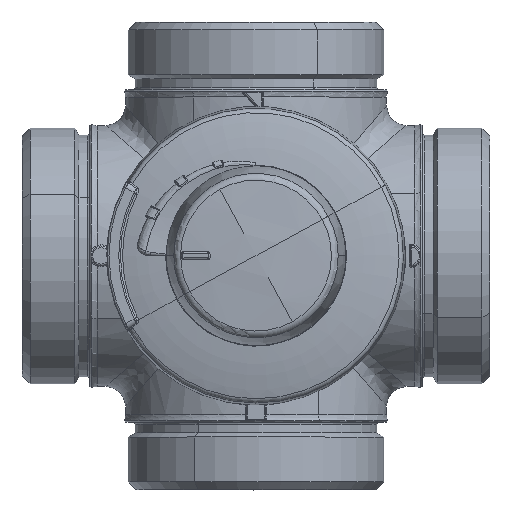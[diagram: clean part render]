
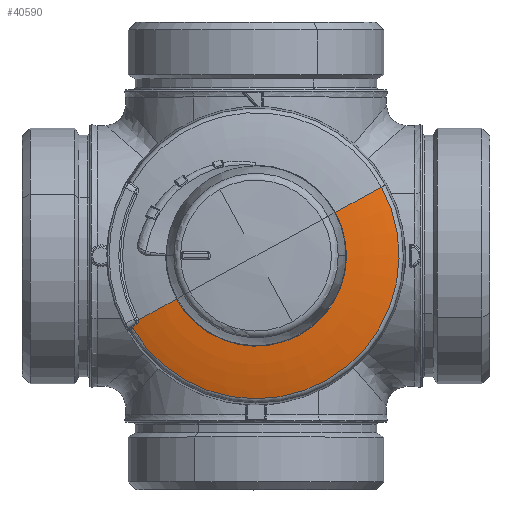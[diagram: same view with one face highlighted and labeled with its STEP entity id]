
A CAD part, top view. The second image highlights one B-rep face of the part: STEP entity #40590.
In plain terms, the highlighted toroidal (fillet/blend) face has major radius 15.055 mm and minor radius 80 mm.
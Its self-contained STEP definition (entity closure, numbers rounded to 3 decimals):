
#39741=AXIS2_PLACEMENT_3D('Circle Axis2P3D',#39739,#39740,$) ;
#40319=AXIS2_PLACEMENT_3D('Circle Axis2P3D',#40317,#40318,$) ;
#40506=AXIS2_PLACEMENT_3D('Torus Axis2P3D',#40503,#40504,#40505) ;
#40510=AXIS2_PLACEMENT_3D('Circle Axis2P3D',#40508,#40509,$) ;
#40517=AXIS2_PLACEMENT_3D('Circle Axis2P3D',#40515,#40516,$) ;
#39712=CARTESIAN_POINT('Vertex',(11.134,-20.381,7.477)) ;
#39719=CARTESIAN_POINT('Vertex',(-11.134,20.381,7.477)) ;
#39739=CARTESIAN_POINT('Axis2P3D Location',(0.,0.,7.477)) ;
#40203=CARTESIAN_POINT('Vertex',(17.606,-32.227,4.905)) ;
#40317=CARTESIAN_POINT('Axis2P3D Location',(0.,0.,4.905)) ;
#40321=CARTESIAN_POINT('Vertex',(-18.516,31.713,4.905)) ;
#40503=CARTESIAN_POINT('Axis2P3D Location',(0.,0.,-72.104)) ;
#40508=CARTESIAN_POINT('Axis2P3D Location',(-7.218,13.212,-72.104)) ;
#40512=CARTESIAN_POINT('Vertex',(-16.488,30.182,5.523)) ;
#40515=CARTESIAN_POINT('Axis2P3D Location',(7.218,-13.212,-72.104)) ;
#40567=CARTESIAN_POINT('Control Point',(-17.441,30.448,5.346)) ;
#40568=CARTESIAN_POINT('Control Point',(-17.306,30.303,5.396)) ;
#40569=CARTESIAN_POINT('Control Point',(-17.124,30.199,5.442)) ;
#40570=CARTESIAN_POINT('Control Point',(-16.898,30.149,5.481)) ;
#40571=CARTESIAN_POINT('Control Point',(-16.685,30.153,5.506)) ;
#40572=CARTESIAN_POINT('Control Point',(-16.488,30.182,5.523)) ;
#40573=CARTESIAN_POINT('Vertex',(-17.441,30.448,5.346)) ;
#40577=CARTESIAN_POINT('Control Point',(-18.516,31.713,4.905)) ;
#40578=CARTESIAN_POINT('Control Point',(-18.177,31.279,5.059)) ;
#40579=CARTESIAN_POINT('Control Point',(-17.822,30.857,5.206)) ;
#40580=CARTESIAN_POINT('Control Point',(-17.441,30.448,5.346)) ;
#39740=DIRECTION('Axis2P3D Direction',(0.,0.,1.)) ;
#40318=DIRECTION('Axis2P3D Direction',(0.,0.,1.)) ;
#40504=DIRECTION('Axis2P3D Direction',(0.,0.,1.)) ;
#40505=DIRECTION('Axis2P3D XDirection',(-0.479,0.878,0.)) ;
#40509=DIRECTION('Axis2P3D Direction',(0.878,0.479,0.)) ;
#40516=DIRECTION('Axis2P3D Direction',(-0.878,-0.479,0.)) ;
#40583=ORIENTED_EDGE('',*,*,#40323,.T.) ;
#40584=ORIENTED_EDGE('',*,*,#40519,.T.) ;
#40585=ORIENTED_EDGE('',*,*,#39743,.T.) ;
#40586=ORIENTED_EDGE('',*,*,#40514,.F.) ;
#40587=ORIENTED_EDGE('',*,*,#40575,.T.) ;
#40588=ORIENTED_EDGE('',*,*,#40581,.T.) ;
#40590=ADVANCED_FACE('',(#40589),#40507,.T.) ;
#40566=B_SPLINE_CURVE_WITH_KNOTS('',5,(#40567,#40568,#40569,#40570,#40571,#40572),.UNSPECIFIED.,.F.,.U.,(6,6),(1.343,2.434),.UNSPECIFIED.) ;
#40576=B_SPLINE_CURVE_WITH_KNOTS('',3,(#40577,#40578,#40579,#40580),.UNSPECIFIED.,.F.,.U.,(4,4),(3.873,6.271),.UNSPECIFIED.) ;
#39742=CIRCLE('generated circle',#39741,23.224) ;
#40320=CIRCLE('generated circle',#40319,36.723) ;
#40511=CIRCLE('generated circle',#40510,80.) ;
#40518=CIRCLE('generated circle',#40517,80.) ;
#40507=DEGENERATE_TOROIDAL_SURFACE('homeo Torus',#40506,15.055,80.,.T.) ;
#39743=EDGE_CURVE('',#39713,#39720,#39742,.F.) ;
#40323=EDGE_CURVE('',#40322,#40204,#40320,.T.) ;
#40514=EDGE_CURVE('',#40513,#39720,#40511,.T.) ;
#40519=EDGE_CURVE('',#40204,#39713,#40518,.T.) ;
#40575=EDGE_CURVE('',#40513,#40574,#40566,.F.) ;
#40581=EDGE_CURVE('',#40574,#40322,#40576,.F.) ;
#40582=EDGE_LOOP('',(#40583,#40584,#40585,#40586,#40587,#40588)) ;
#40589=FACE_OUTER_BOUND('',#40582,.T.) ;
#39713=VERTEX_POINT('',#39712) ;
#39720=VERTEX_POINT('',#39719) ;
#40204=VERTEX_POINT('',#40203) ;
#40322=VERTEX_POINT('',#40321) ;
#40513=VERTEX_POINT('',#40512) ;
#40574=VERTEX_POINT('',#40573) ;
